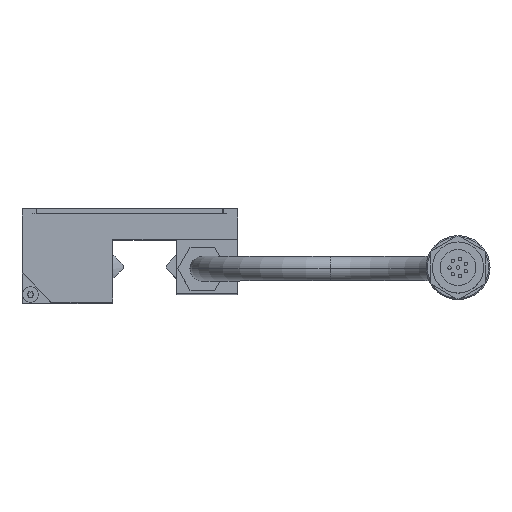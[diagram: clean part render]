
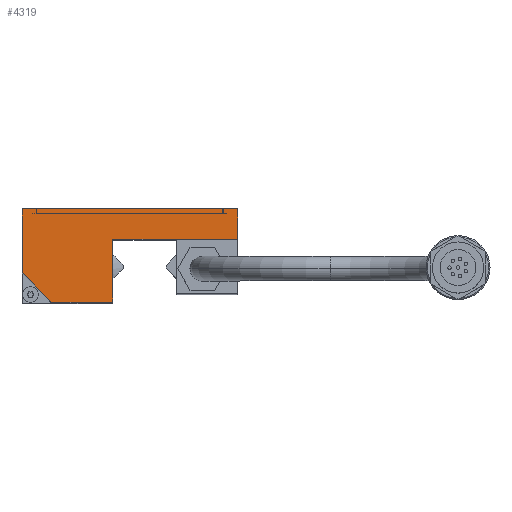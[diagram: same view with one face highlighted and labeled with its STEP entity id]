
A CAD part, top view. The second image highlights one B-rep face of the part: STEP entity #4319.
In plain terms, the highlighted planar face has unit normal (0, 0, 1).
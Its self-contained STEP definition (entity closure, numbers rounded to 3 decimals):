
#2037 = VERTEX_POINT( '', #5950 );
#2145 = VERTEX_POINT( '', #6071 );
#2299 = VERTEX_POINT( '', #6242 );
#2529 = VERTEX_POINT( '', #6507 );
#2935 = EDGE_CURVE( '', #4937, #2037, #6959, .T. );
#3005 = EDGE_CURVE( '', #5159, #2529, #7039, .T. );
#3055 = EDGE_CURVE( '', #2529, #5363, #7094, .T. );
#3615 = EDGE_CURVE( '', #5363, #2145, #7730, .T. );
#4071 = EDGE_CURVE( '', #2145, #2299, #8240, .T. );
#4193 = VERTEX_POINT( '', #8371 );
#4319 = ADVANCED_FACE( '', ( #8515 ), #8516, .T. );
#4717 = VERTEX_POINT( '', #8956 );
#4787 = EDGE_CURVE( '', #5119, #4717, #9030, .T. );
#4937 = VERTEX_POINT( '', #9193 );
#4949 = EDGE_CURVE( '', #2299, #4193, #9205, .T. );
#5045 = EDGE_CURVE( '', #2037, #5159, #9311, .T. );
#5119 = VERTEX_POINT( '', #9394 );
#5159 = VERTEX_POINT( '', #9437 );
#5363 = VERTEX_POINT( '', #9656 );
#5709 = EDGE_CURVE( '', #4717, #4937, #10029, .T. );
#5833 = EDGE_CURVE( '', #4193, #5119, #10165, .T. );
#5950 = CARTESIAN_POINT( '', ( 21.8, 16.8, 0. ) );
#6071 = CARTESIAN_POINT( '', ( -28.8, 23.9, 0. ) );
#6242 = CARTESIAN_POINT( '', ( -28.8, 8.95, 0. ) );
#6507 = CARTESIAN_POINT( '', ( 21.7, 24., 0. ) );
#6959 = LINE( '', #11637, #11638 );
#7039 = LINE( '', #11733, #11734 );
#7094 = LINE( '', #11812, #11813 );
#7730 = LINE( '', #12645, #12646 );
#8240 = LINE( '', #13319, #13320 );
#8371 = CARTESIAN_POINT( '', ( -21.8, 1.95, 0. ) );
#8515 = FACE_OUTER_BOUND( '', #13680, .T. );
#8516 = PLANE( '', #13681 );
#8956 = CARTESIAN_POINT( '', ( -7.5, 2.05, 0. ) );
#9030 = LINE( '', #14388, #14389 );
#9193 = CARTESIAN_POINT( '', ( -7.5, 16.8, 0. ) );
#9205 = LINE( '', #14611, #14612 );
#9311 = LINE( '', #14754, #14755 );
#9394 = CARTESIAN_POINT( '', ( -7.6, 1.95, 0. ) );
#9437 = CARTESIAN_POINT( '', ( 21.8, 23.9, 0. ) );
#9656 = CARTESIAN_POINT( '', ( -28.7, 24., 0. ) );
#10029 = LINE( '', #15731, #15732 );
#10165 = LINE( '', #15916, #15917 );
#11637 = CARTESIAN_POINT( '', ( -7.5, 16.8, 0. ) );
#11638 = VECTOR( '', #17327, 1. );
#11733 = CARTESIAN_POINT( '', ( 21.8, 23.9, 0. ) );
#11734 = VECTOR( '', #17440, 1. );
#11812 = CARTESIAN_POINT( '', ( 21.7, 24., 0. ) );
#11813 = VECTOR( '', #17511, 1. );
#12645 = CARTESIAN_POINT( '', ( -28.7, 24., 0. ) );
#12646 = VECTOR( '', #18343, 1. );
#13319 = CARTESIAN_POINT( '', ( -28.8, 23.9, 0. ) );
#13320 = VECTOR( '', #18986, 1. );
#13680 = EDGE_LOOP( '', ( #19258, #19259, #19260, #19261, #19262, #19263, #19264, #19265, #19266, #19267 ) );
#13681 = AXIS2_PLACEMENT_3D( '', #19268, #19269, #19270 );
#14388 = CARTESIAN_POINT( '', ( -7.6, 1.95, 0. ) );
#14389 = VECTOR( '', #19921, 1. );
#14611 = CARTESIAN_POINT( '', ( -15.863, -3.988, 0. ) );
#14612 = VECTOR( '', #20106, 1. );
#14754 = CARTESIAN_POINT( '', ( 21.8, 4.15, 0. ) );
#14755 = VECTOR( '', #20222, 1. );
#15731 = CARTESIAN_POINT( '', ( -7.5, 2.05, 0. ) );
#15732 = VECTOR( '', #21009, 1. );
#15916 = CARTESIAN_POINT( '', ( -28.7, 1.95, 0. ) );
#15917 = VECTOR( '', #21161, 1. );
#17327 = DIRECTION( '', ( 1., 0., 0. ) );
#17440 = DIRECTION( '', ( -0.707, 0.707, 0. ) );
#17511 = DIRECTION( '', ( -1., 0., 0. ) );
#18343 = DIRECTION( '', ( -0.707, -0.707, 0. ) );
#18986 = DIRECTION( '', ( 0., -1., 0. ) );
#19258 = ORIENTED_EDGE( '', *, *, #4949, .T. );
#19259 = ORIENTED_EDGE( '', *, *, #5833, .T. );
#19260 = ORIENTED_EDGE( '', *, *, #4787, .T. );
#19261 = ORIENTED_EDGE( '', *, *, #5709, .T. );
#19262 = ORIENTED_EDGE( '', *, *, #2935, .T. );
#19263 = ORIENTED_EDGE( '', *, *, #5045, .T. );
#19264 = ORIENTED_EDGE( '', *, *, #3005, .T. );
#19265 = ORIENTED_EDGE( '', *, *, #3055, .T. );
#19266 = ORIENTED_EDGE( '', *, *, #3615, .T. );
#19267 = ORIENTED_EDGE( '', *, *, #4071, .T. );
#19268 = CARTESIAN_POINT( '', ( 0., 0., 0. ) );
#19269 = DIRECTION( '', ( 0., 0., 1. ) );
#19270 = DIRECTION( '', ( 1., 0., 0. ) );
#19921 = DIRECTION( '', ( 0.707, 0.707, 0. ) );
#20106 = DIRECTION( '', ( 0.707, -0.707, 0. ) );
#20222 = DIRECTION( '', ( 0., 1., 0. ) );
#21009 = DIRECTION( '', ( 0., 1., 0. ) );
#21161 = DIRECTION( '', ( 1., 0., 0. ) );
